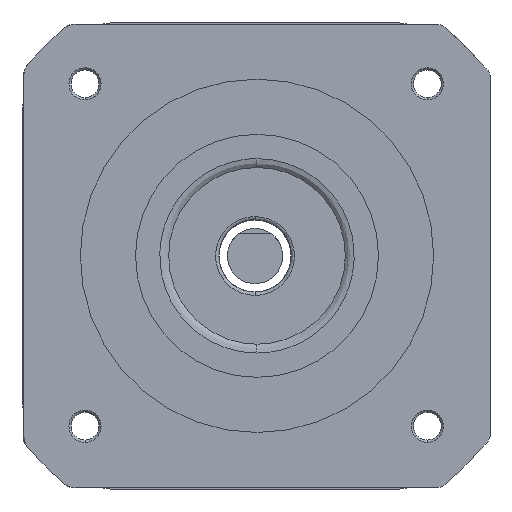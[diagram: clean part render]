
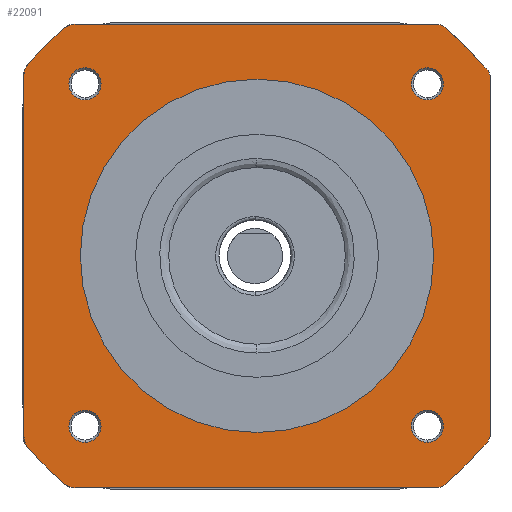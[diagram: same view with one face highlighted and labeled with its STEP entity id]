
A CAD part, front view. The second image highlights one B-rep face of the part: STEP entity #22091.
In plain terms, the highlighted planar face has unit normal (0, -1, 0).
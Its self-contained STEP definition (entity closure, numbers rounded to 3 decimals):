
#21370=CARTESIAN_POINT('',(0.,0.,16.));
#21371=VERTEX_POINT('',#21370);
#21378=CARTESIAN_POINT('',(-0.,0.,-16.));
#21379=VERTEX_POINT('',#21378);
#21380=CARTESIAN_POINT('',(0.,0.,0.));
#21381=DIRECTION('',(0.,-1.,0.));
#21382=DIRECTION('',(0.,0.,-1.));
#21383=AXIS2_PLACEMENT_3D('',#21380,#21381,#21382);
#21384=CIRCLE('',#21383,16.);
#21385=EDGE_CURVE('',#21371,#21379,#21384,.T.);
#21412=CARTESIAN_POINT('',(-15.574,0.,17.03));
#21413=VERTEX_POINT('',#21412);
#21420=CARTESIAN_POINT('',(-15.574,0.,14.118));
#21421=VERTEX_POINT('',#21420);
#21422=CARTESIAN_POINT('',(-15.574,0.,15.574));
#21423=DIRECTION('',(0.,-1.,0.));
#21424=DIRECTION('',(0.,0.,-1.));
#21425=AXIS2_PLACEMENT_3D('',#21422,#21423,#21424);
#21426=CIRCLE('',#21425,1.456);
#21427=EDGE_CURVE('',#21413,#21421,#21426,.T.);
#21454=CARTESIAN_POINT('',(15.426,0.,17.03));
#21455=VERTEX_POINT('',#21454);
#21462=CARTESIAN_POINT('',(15.426,0.,14.118));
#21463=VERTEX_POINT('',#21462);
#21464=CARTESIAN_POINT('',(15.426,0.,15.574));
#21465=DIRECTION('',(0.,-1.,0.));
#21466=DIRECTION('',(0.,0.,-1.));
#21467=AXIS2_PLACEMENT_3D('',#21464,#21465,#21466);
#21468=CIRCLE('',#21467,1.456);
#21469=EDGE_CURVE('',#21455,#21463,#21468,.T.);
#21496=CARTESIAN_POINT('',(15.426,0.,-13.97));
#21497=VERTEX_POINT('',#21496);
#21504=CARTESIAN_POINT('',(15.426,0.,-16.882));
#21505=VERTEX_POINT('',#21504);
#21506=CARTESIAN_POINT('',(15.426,0.,-15.426));
#21507=DIRECTION('',(0.,-1.,0.));
#21508=DIRECTION('',(0.,0.,-1.));
#21509=AXIS2_PLACEMENT_3D('',#21506,#21507,#21508);
#21510=CIRCLE('',#21509,1.456);
#21511=EDGE_CURVE('',#21497,#21505,#21510,.T.);
#21538=CARTESIAN_POINT('',(-15.574,0.,-13.97));
#21539=VERTEX_POINT('',#21538);
#21546=CARTESIAN_POINT('',(-15.574,0.,-16.882));
#21547=VERTEX_POINT('',#21546);
#21548=CARTESIAN_POINT('',(-15.574,0.,-15.426));
#21549=DIRECTION('',(0.,-1.,0.));
#21550=DIRECTION('',(0.,0.,-1.));
#21551=AXIS2_PLACEMENT_3D('',#21548,#21549,#21550);
#21552=CIRCLE('',#21551,1.456);
#21553=EDGE_CURVE('',#21539,#21547,#21552,.T.);
#21894=CARTESIAN_POINT('',(0.,0.,0.));
#21895=DIRECTION('',(0.,1.,0.));
#21896=DIRECTION('',(0.,0.,1.));
#21897=AXIS2_PLACEMENT_3D('',#21894,#21895,#21896);
#21898=PLANE('',#21897);
#21899=CARTESIAN_POINT('',(-17.416,0.,20.637));
#21900=VERTEX_POINT('',#21899);
#21901=CARTESIAN_POINT('',(-16.45,0.,20.988));
#21902=VERTEX_POINT('',#21901);
#21903=CARTESIAN_POINT('',(-16.45,0.,19.48));
#21904=DIRECTION('',(0.,1.,0.));
#21905=DIRECTION('',(0.,0.,-1.));
#21906=AXIS2_PLACEMENT_3D('',#21903,#21904,#21905);
#21907=CIRCLE('',#21906,1.507);
#21908=EDGE_CURVE('',#21900,#21902,#21907,.T.);
#21909=ORIENTED_EDGE('',*,*,#21908,.F.);
#21910=CARTESIAN_POINT('',(-20.75,0.,17.319));
#21911=VERTEX_POINT('',#21910);
#21912=CARTESIAN_POINT('',(-0.179,0.,-0.014));
#21913=DIRECTION('',(0.,1.,0.));
#21914=DIRECTION('',(-0.,0.,-1.));
#21915=AXIS2_PLACEMENT_3D('',#21912,#21913,#21914);
#21916=CIRCLE('',#21915,26.9);
#21917=EDGE_CURVE('',#21911,#21900,#21916,.T.);
#21918=ORIENTED_EDGE('',*,*,#21917,.F.);
#21919=CARTESIAN_POINT('',(-21.1,0.,16.354));
#21920=VERTEX_POINT('',#21919);
#21921=CARTESIAN_POINT('',(-19.593,0.,16.354));
#21922=DIRECTION('',(0.,1.,0.));
#21923=DIRECTION('',(-0.,0.,-1.));
#21924=AXIS2_PLACEMENT_3D('',#21921,#21922,#21923);
#21925=CIRCLE('',#21924,1.507);
#21926=EDGE_CURVE('',#21920,#21911,#21925,.T.);
#21927=ORIENTED_EDGE('',*,*,#21926,.F.);
#21928=CARTESIAN_POINT('',(-21.1,0.,-16.354));
#21929=VERTEX_POINT('',#21928);
#21930=CARTESIAN_POINT('',(-21.1,0.,-16.354));
#21931=DIRECTION('',(0.,0.,1.));
#21932=VECTOR('',#21931,32.707);
#21933=LINE('',#21930,#21932);
#21934=EDGE_CURVE('',#21929,#21920,#21933,.T.);
#21935=ORIENTED_EDGE('',*,*,#21934,.F.);
#21936=CARTESIAN_POINT('',(-20.831,0.,-17.251));
#21937=VERTEX_POINT('',#21936);
#21938=CARTESIAN_POINT('',(-19.593,0.,-16.391));
#21939=DIRECTION('',(0.,1.,0.));
#21940=DIRECTION('',(0.,0.,-1.));
#21941=AXIS2_PLACEMENT_3D('',#21938,#21939,#21940);
#21942=CIRCLE('',#21941,1.507);
#21943=EDGE_CURVE('',#21937,#21929,#21942,.T.);
#21944=ORIENTED_EDGE('',*,*,#21943,.F.);
#21945=CARTESIAN_POINT('',(-17.416,0.,-20.666));
#21946=VERTEX_POINT('',#21945);
#21947=CARTESIAN_POINT('',(-0.179,0.,-0.014));
#21948=DIRECTION('',(0.,1.,0.));
#21949=DIRECTION('',(0.,0.,-1.));
#21950=AXIS2_PLACEMENT_3D('',#21947,#21948,#21949);
#21951=CIRCLE('',#21950,26.9);
#21952=EDGE_CURVE('',#21946,#21937,#21951,.T.);
#21953=ORIENTED_EDGE('',*,*,#21952,.F.);
#21954=CARTESIAN_POINT('',(-16.45,0.,-21.016));
#21955=VERTEX_POINT('',#21954);
#21956=CARTESIAN_POINT('',(-16.45,0.,-19.509));
#21957=DIRECTION('',(0.,1.,0.));
#21958=DIRECTION('',(0.,0.,-1.));
#21959=AXIS2_PLACEMENT_3D('',#21956,#21957,#21958);
#21960=CIRCLE('',#21959,1.507);
#21961=EDGE_CURVE('',#21955,#21946,#21960,.T.);
#21962=ORIENTED_EDGE('',*,*,#21961,.F.);
#21963=CARTESIAN_POINT('',(16.257,0.,-21.016));
#21964=VERTEX_POINT('',#21963);
#21965=CARTESIAN_POINT('',(16.257,0.,-21.016));
#21966=DIRECTION('',(-1.,0.,0.));
#21967=VECTOR('',#21966,32.707);
#21968=LINE('',#21965,#21967);
#21969=EDGE_CURVE('',#21964,#21955,#21968,.T.);
#21970=ORIENTED_EDGE('',*,*,#21969,.F.);
#21971=CARTESIAN_POINT('',(17.058,0.,-20.666));
#21972=VERTEX_POINT('',#21971);
#21973=CARTESIAN_POINT('',(16.08,0.,-19.519));
#21974=DIRECTION('',(0.,1.,0.));
#21975=DIRECTION('',(-0.,0.,-1.));
#21976=AXIS2_PLACEMENT_3D('',#21973,#21974,#21975);
#21977=CIRCLE('',#21976,1.507);
#21978=EDGE_CURVE('',#21972,#21964,#21977,.T.);
#21979=ORIENTED_EDGE('',*,*,#21978,.F.);
#21980=CARTESIAN_POINT('',(20.473,0.,-17.251));
#21981=VERTEX_POINT('',#21980);
#21982=CARTESIAN_POINT('',(-0.179,0.,-0.014));
#21983=DIRECTION('',(0.,1.,0.));
#21984=DIRECTION('',(0.,0.,-1.));
#21985=AXIS2_PLACEMENT_3D('',#21982,#21983,#21984);
#21986=CIRCLE('',#21985,26.9);
#21987=EDGE_CURVE('',#21981,#21972,#21986,.T.);
#21988=ORIENTED_EDGE('',*,*,#21987,.F.);
#21989=CARTESIAN_POINT('',(21.1,0.,-16.354));
#21990=VERTEX_POINT('',#21989);
#21991=CARTESIAN_POINT('',(19.635,0.,-15.998));
#21992=DIRECTION('',(0.,1.,0.));
#21993=DIRECTION('',(0.,0.,-1.));
#21994=AXIS2_PLACEMENT_3D('',#21991,#21992,#21993);
#21995=CIRCLE('',#21994,1.507);
#21996=EDGE_CURVE('',#21990,#21981,#21995,.T.);
#21997=ORIENTED_EDGE('',*,*,#21996,.F.);
#21998=CARTESIAN_POINT('',(21.1,0.,16.354));
#21999=VERTEX_POINT('',#21998);
#22000=CARTESIAN_POINT('',(21.1,0.,16.354));
#22001=DIRECTION('',(-0.,0.,-1.));
#22002=VECTOR('',#22001,32.707);
#22003=LINE('',#22000,#22002);
#22004=EDGE_CURVE('',#21999,#21990,#22003,.T.);
#22005=ORIENTED_EDGE('',*,*,#22004,.F.);
#22006=CARTESIAN_POINT('',(20.473,0.,17.223));
#22007=VERTEX_POINT('',#22006);
#22008=CARTESIAN_POINT('',(19.644,0.,15.964));
#22009=DIRECTION('',(0.,1.,0.));
#22010=DIRECTION('',(0.,0.,-1.));
#22011=AXIS2_PLACEMENT_3D('',#22008,#22009,#22010);
#22012=CIRCLE('',#22011,1.507);
#22013=EDGE_CURVE('',#22007,#21999,#22012,.T.);
#22014=ORIENTED_EDGE('',*,*,#22013,.F.);
#22015=CARTESIAN_POINT('',(17.058,0.,20.637));
#22016=VERTEX_POINT('',#22015);
#22017=CARTESIAN_POINT('',(-0.179,0.,-0.014));
#22018=DIRECTION('',(0.,1.,0.));
#22019=DIRECTION('',(0.,0.,-1.));
#22020=AXIS2_PLACEMENT_3D('',#22017,#22018,#22019);
#22021=CIRCLE('',#22020,26.9);
#22022=EDGE_CURVE('',#22016,#22007,#22021,.T.);
#22023=ORIENTED_EDGE('',*,*,#22022,.F.);
#22024=CARTESIAN_POINT('',(16.257,0.,20.988));
#22025=VERTEX_POINT('',#22024);
#22026=CARTESIAN_POINT('',(16.08,0.,19.491));
#22027=DIRECTION('',(0.,1.,0.));
#22028=DIRECTION('',(0.,0.,-1.));
#22029=AXIS2_PLACEMENT_3D('',#22026,#22027,#22028);
#22030=CIRCLE('',#22029,1.507);
#22031=EDGE_CURVE('',#22025,#22016,#22030,.T.);
#22032=ORIENTED_EDGE('',*,*,#22031,.F.);
#22033=CARTESIAN_POINT('',(-16.45,0.,20.988));
#22034=DIRECTION('',(1.,0.,-0.));
#22035=VECTOR('',#22034,32.707);
#22036=LINE('',#22033,#22035);
#22037=EDGE_CURVE('',#21902,#22025,#22036,.T.);
#22038=ORIENTED_EDGE('',*,*,#22037,.F.);
#22039=EDGE_LOOP('',(#21909,#21918,#21927,#21935,#21944,#21953,#21962,#21970,#21979,#21988,#21997,#22005,#22014,#22023,#22032,#22038));
#22040=FACE_BOUND('',#22039,.T.);
#22041=CARTESIAN_POINT('',(0.,0.,0.));
#22042=DIRECTION('',(0.,-1.,0.));
#22043=DIRECTION('',(0.,0.,-1.));
#22044=AXIS2_PLACEMENT_3D('',#22041,#22042,#22043);
#22045=CIRCLE('',#22044,16.);
#22046=EDGE_CURVE('',#21379,#21371,#22045,.T.);
#22047=ORIENTED_EDGE('',*,*,#22046,.F.);
#22048=ORIENTED_EDGE('',*,*,#21385,.F.);
#22049=EDGE_LOOP('',(#22047,#22048));
#22050=FACE_BOUND('',#22049,.T.);
#22051=CARTESIAN_POINT('',(-15.574,0.,15.574));
#22052=DIRECTION('',(0.,-1.,0.));
#22053=DIRECTION('',(0.,0.,-1.));
#22054=AXIS2_PLACEMENT_3D('',#22051,#22052,#22053);
#22055=CIRCLE('',#22054,1.456);
#22056=EDGE_CURVE('',#21421,#21413,#22055,.T.);
#22057=ORIENTED_EDGE('',*,*,#22056,.F.);
#22058=ORIENTED_EDGE('',*,*,#21427,.F.);
#22059=EDGE_LOOP('',(#22057,#22058));
#22060=FACE_BOUND('',#22059,.T.);
#22061=CARTESIAN_POINT('',(15.426,0.,15.574));
#22062=DIRECTION('',(0.,-1.,0.));
#22063=DIRECTION('',(0.,0.,-1.));
#22064=AXIS2_PLACEMENT_3D('',#22061,#22062,#22063);
#22065=CIRCLE('',#22064,1.456);
#22066=EDGE_CURVE('',#21463,#21455,#22065,.T.);
#22067=ORIENTED_EDGE('',*,*,#22066,.F.);
#22068=ORIENTED_EDGE('',*,*,#21469,.F.);
#22069=EDGE_LOOP('',(#22067,#22068));
#22070=FACE_BOUND('',#22069,.T.);
#22071=CARTESIAN_POINT('',(15.426,0.,-15.426));
#22072=DIRECTION('',(0.,-1.,0.));
#22073=DIRECTION('',(0.,0.,-1.));
#22074=AXIS2_PLACEMENT_3D('',#22071,#22072,#22073);
#22075=CIRCLE('',#22074,1.456);
#22076=EDGE_CURVE('',#21505,#21497,#22075,.T.);
#22077=ORIENTED_EDGE('',*,*,#22076,.F.);
#22078=ORIENTED_EDGE('',*,*,#21511,.F.);
#22079=EDGE_LOOP('',(#22077,#22078));
#22080=FACE_BOUND('',#22079,.T.);
#22081=CARTESIAN_POINT('',(-15.574,0.,-15.426));
#22082=DIRECTION('',(0.,-1.,0.));
#22083=DIRECTION('',(0.,0.,-1.));
#22084=AXIS2_PLACEMENT_3D('',#22081,#22082,#22083);
#22085=CIRCLE('',#22084,1.456);
#22086=EDGE_CURVE('',#21547,#21539,#22085,.T.);
#22087=ORIENTED_EDGE('',*,*,#22086,.F.);
#22088=ORIENTED_EDGE('',*,*,#21553,.F.);
#22089=EDGE_LOOP('',(#22087,#22088));
#22090=FACE_BOUND('',#22089,.T.);
#22091=ADVANCED_FACE('NONE',(#22040,#22050,#22060,#22070,#22080,#22090),#21898,.F.);
